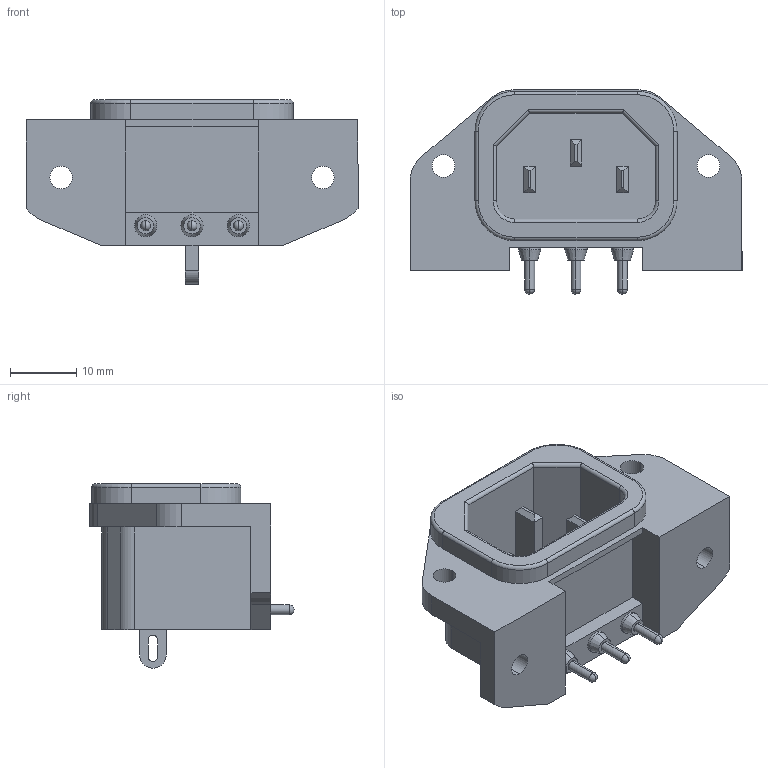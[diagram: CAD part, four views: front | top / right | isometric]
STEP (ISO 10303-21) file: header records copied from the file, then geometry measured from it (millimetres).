
FILE_DESCRIPTION (( 'STEP AP214' ), '1' );
FILE_NAME ('703W-00-52.STEP', '2019-01-06T22:39:47', ( '' ), ( '' ), 'SwSTEP 2.0', 'SolidWorks 2017', '' );
FILE_SCHEMA (( 'AUTOMOTIVE_DESIGN' ));
Length unit declared in the file: millimetre
Products named in the file (1): 703W-00-52
Bounding box: 50.1 x 30.8 x 27.8 mm (x, y, z)
Volume: 9929.1 mm3; surface area: 7450.8 mm2
Topology: 8 solids, 8 shells, 158 faces, 375 edges, 235 vertices
Faces by surface type: plane 84, cylinder 56, sphere 6, cone 6, torus 6
Entity records: 4554 total; most frequent: DIRECTION 799, CARTESIAN_POINT 763, ORIENTED_EDGE 726, EDGE_CURVE 363, AXIS2_PLACEMENT_3D 281, LINE 237, VECTOR 237, VERTEX_POINT 229
